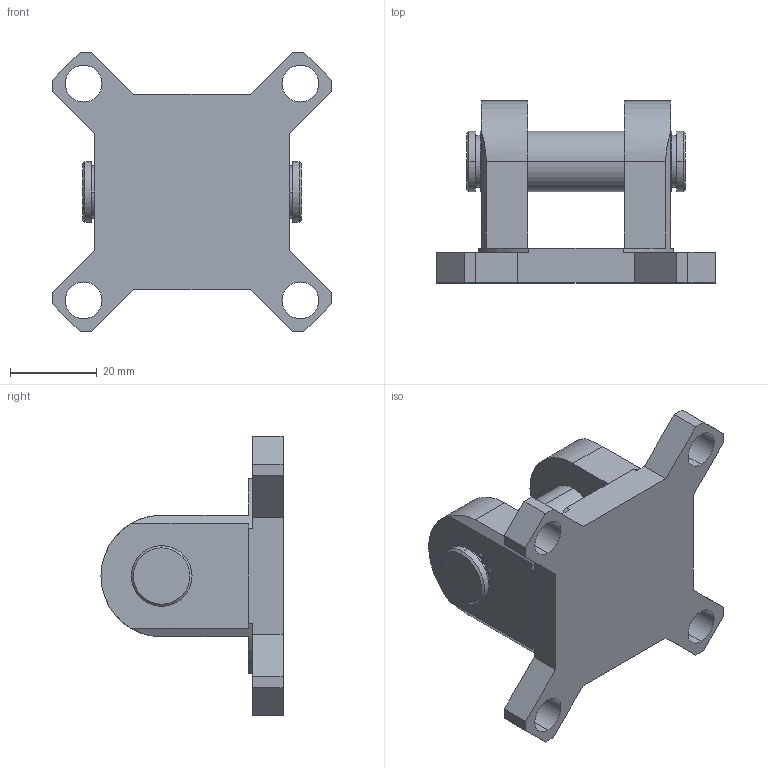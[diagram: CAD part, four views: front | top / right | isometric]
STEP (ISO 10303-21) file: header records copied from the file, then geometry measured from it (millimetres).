
FILE_DESCRIPTION (( 'STEP AP203' ), '1' );
FILE_NAME ('HFC-50M.step', '2015-12-02T21:06:24', ( '' ), ( '' ), 'SwSTEP 2.0', 'SolidWorks 2015', '' );
FILE_SCHEMA (( 'CONFIG_CONTROL_DESIGN' ));
Length unit declared in the file: millimetre
Products named in the file (1): HFC-50M
Bounding box: 64.5 x 42 x 64.5 mm (x, y, z)
Volume: 41644 mm3; surface area: 15236.2 mm2
Topology: 2 solids, 2 shells, 78 faces, 206 edges, 136 vertices
Faces by surface type: plane 46, cylinder 28, cone 4
Entity records: 2549 total; most frequent: CARTESIAN_POINT 457, DIRECTION 424, ORIENTED_EDGE 412, EDGE_CURVE 206, AXIS2_PLACEMENT_3D 143, VECTOR 138, LINE 138, VERTEX_POINT 136
